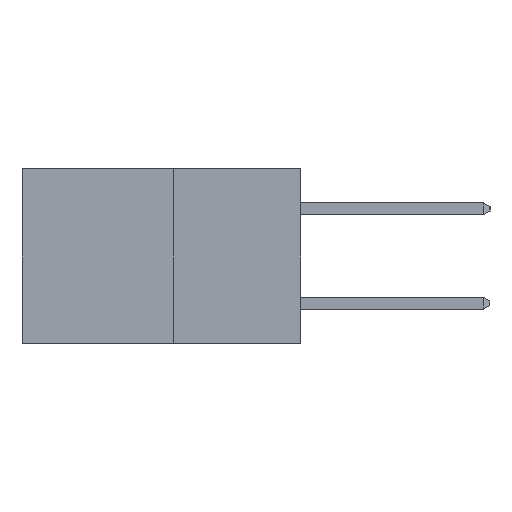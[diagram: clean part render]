
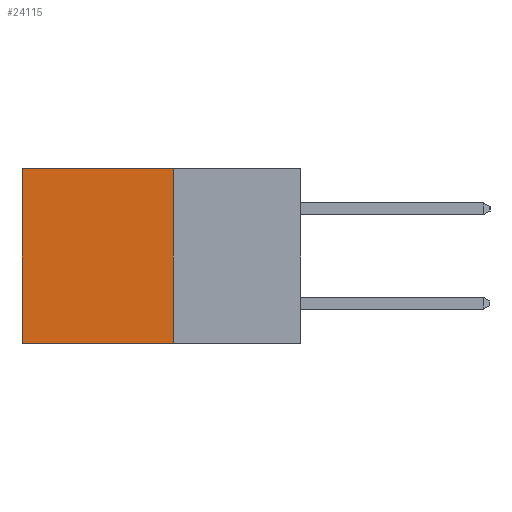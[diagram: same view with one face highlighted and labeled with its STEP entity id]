
A CAD part, left-side view. The second image highlights one B-rep face of the part: STEP entity #24115.
In plain terms, the highlighted planar face has unit normal (-1, 0, 0).
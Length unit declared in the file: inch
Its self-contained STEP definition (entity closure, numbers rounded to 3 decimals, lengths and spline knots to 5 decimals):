
#150 = LINE ( 'NONE', #22989, #15058 ) ;
#817 = CARTESIAN_POINT ( 'NONE',  ( 0.277, 0.59, -0.37 ) ) ;
#1413 = ORIENTED_EDGE ( 'NONE', *, *, #13911, .T. ) ;
#1542 = EDGE_LOOP ( 'NONE', ( #9626, #8001, #8100, #1413 ) ) ;
#3495 = FACE_OUTER_BOUND ( 'NONE', #1542, .T. ) ;
#4379 = CARTESIAN_POINT ( 'NONE',  ( 0.277, 0.27, -0.37 ) ) ;
#7405 = DIRECTION ( 'NONE',  ( 1., 0., 0. ) ) ;
#8001 = ORIENTED_EDGE ( 'NONE', *, *, #8032, .F. ) ;
#8032 = EDGE_CURVE ( 'NONE', #22956, #17944, #14028, .T. ) ;
#8100 = ORIENTED_EDGE ( 'NONE', *, *, #15615, .F. ) ;
#8303 = VECTOR ( 'NONE', #14247, 39.37008 ) ;
#8914 = LINE ( 'NONE', #16200, #8303 ) ;
#9449 = DIRECTION ( 'NONE',  ( 0., 1., 0. ) ) ;
#9626 = ORIENTED_EDGE ( 'NONE', *, *, #19434, .T. ) ;
#9973 = CARTESIAN_POINT ( 'NONE',  ( 0.277, 0.27, -0.37 ) ) ;
#12514 = DIRECTION ( 'NONE',  ( 0., 0., -1. ) ) ;
#12872 = CARTESIAN_POINT ( 'NONE',  ( 0.277, 0.59, 0. ) ) ;
#13911 = EDGE_CURVE ( 'NONE', #16210, #16523, #150, .T. ) ;
#14028 = LINE ( 'NONE', #4379, #23687 ) ;
#14247 = DIRECTION ( 'NONE',  ( 0., 0., -1. ) ) ;
#15036 = AXIS2_PLACEMENT_3D ( 'NONE', #19029, #7405, #20985 ) ;
#15058 = VECTOR ( 'NONE', #9449, 39.37008 ) ;
#15245 = CARTESIAN_POINT ( 'NONE',  ( 0.277, 0.59, -0.37 ) ) ;
#15615 = EDGE_CURVE ( 'NONE', #16210, #22956, #8914, .T. ) ;
#16200 = CARTESIAN_POINT ( 'NONE',  ( 0.277, 0.27, -0.37 ) ) ;
#16210 = VERTEX_POINT ( 'NONE', #21775 ) ;
#16523 = VERTEX_POINT ( 'NONE', #12872 ) ;
#17944 = VERTEX_POINT ( 'NONE', #15245 ) ;
#18011 = DIRECTION ( 'NONE',  ( 0., 1., 0. ) ) ;
#18945 = PLANE ( 'NONE',  #15036 ) ;
#19029 = CARTESIAN_POINT ( 'NONE',  ( 0.277, 0.27, -0.37 ) ) ;
#19434 = EDGE_CURVE ( 'NONE', #16523, #17944, #23237, .T. ) ;
#20985 = DIRECTION ( 'NONE',  ( 0., 0., -1. ) ) ;
#21775 = CARTESIAN_POINT ( 'NONE',  ( 0.277, 0.27, 0. ) ) ;
#22660 = VECTOR ( 'NONE', #12514, 39.37008 ) ;
#22956 = VERTEX_POINT ( 'NONE', #9973 ) ;
#22989 = CARTESIAN_POINT ( 'NONE',  ( 0.277, 0.27, 0. ) ) ;
#23237 = LINE ( 'NONE', #817, #22660 ) ;
#23687 = VECTOR ( 'NONE', #18011, 39.37008 ) ;
#24115 = ADVANCED_FACE ( 'NONE', ( #3495 ), #18945, .F. ) ;
